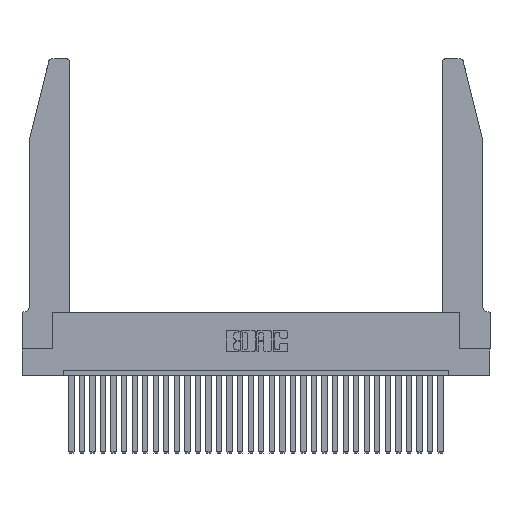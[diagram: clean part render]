
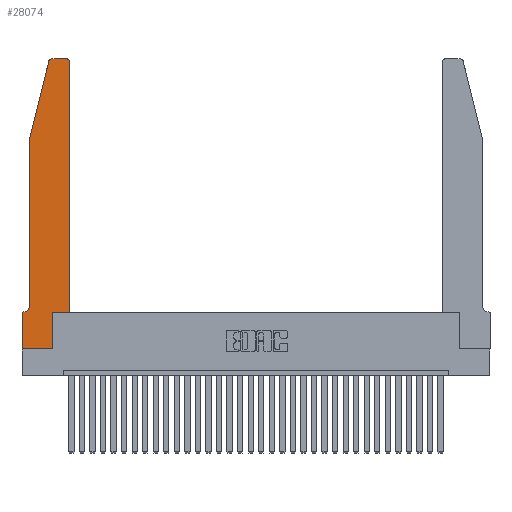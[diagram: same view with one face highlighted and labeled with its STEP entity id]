
A CAD part, top view. The second image highlights one B-rep face of the part: STEP entity #28074.
In plain terms, the highlighted planar face has unit normal (0, 0, 1).
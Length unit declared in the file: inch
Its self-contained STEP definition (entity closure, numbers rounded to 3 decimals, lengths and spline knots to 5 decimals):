
#82 = CARTESIAN_POINT ( 'NONE',  ( 0.0055, 0.42, 0.37 ) ) ;
#140 = ORIENTED_EDGE ( 'NONE', *, *, #13952, .T. ) ;
#408 = CARTESIAN_POINT ( 'NONE',  ( 0.284, 2.75, 0.37 ) ) ;
#584 = LINE ( 'NONE', #2120, #6926 ) ;
#1319 = ORIENTED_EDGE ( 'NONE', *, *, #30664, .T. ) ;
#2086 = EDGE_CURVE ( 'NONE', #16465, #11387, #7425, .T. ) ;
#2120 = CARTESIAN_POINT ( 'NONE',  ( 0., 0., 0.37 ) ) ;
#2148 = CARTESIAN_POINT ( 'NONE',  ( 0.2865, 0.35, 0.37 ) ) ;
#3101 = ORIENTED_EDGE ( 'NONE', *, *, #7175, .T. ) ;
#3255 = EDGE_CURVE ( 'NONE', #10343, #22523, #8951, .T. ) ;
#3685 = ORIENTED_EDGE ( 'NONE', *, *, #26473, .T. ) ;
#4173 = CARTESIAN_POINT ( 'NONE',  ( 0.0755, 2., 0.37 ) ) ;
#4558 = LINE ( 'NONE', #18589, #25228 ) ;
#5696 = DIRECTION ( 'NONE',  ( 0., 0., 1. ) ) ;
#6011 = PLANE ( 'NONE',  #13218 ) ;
#6020 = ORIENTED_EDGE ( 'NONE', *, *, #3255, .T. ) ;
#6541 = DIRECTION ( 'NONE',  ( 0., 1., 0. ) ) ;
#6582 = EDGE_LOOP ( 'NONE', ( #8600, #11163, #11461, #16181, #1319, #3101, #3685, #140, #6020, #23794, #26878, #32170 ) ) ;
#6645 = VERTEX_POINT ( 'NONE', #408 ) ;
#6926 = VECTOR ( 'NONE', #24689, 39.37008 ) ;
#7175 = EDGE_CURVE ( 'NONE', #10116, #26874, #4558, .T. ) ;
#7315 = VERTEX_POINT ( 'NONE', #22645 ) ;
#7334 = VECTOR ( 'NONE', #21544, 39.37008 ) ;
#7381 = LINE ( 'NONE', #31460, #30451 ) ;
#7425 = LINE ( 'NONE', #16343, #21495 ) ;
#7431 = VECTOR ( 'NONE', #8048, 39.37008 ) ;
#8048 = DIRECTION ( 'NONE',  ( -1., 0., 0. ) ) ;
#8129 = CIRCLE ( 'NONE', #32203, 0.03 ) ;
#8291 = CARTESIAN_POINT ( 'NONE',  ( 0.2605, 2.75, 0.37 ) ) ;
#8595 = DIRECTION ( 'NONE',  ( -1., 0., 0. ) ) ;
#8600 = ORIENTED_EDGE ( 'NONE', *, *, #18676, .T. ) ;
#8909 = LINE ( 'NONE', #30096, #16286 ) ;
#8951 = LINE ( 'NONE', #11984, #29643 ) ;
#9359 = VECTOR ( 'NONE', #23507, 39.37008 ) ;
#9702 = DIRECTION ( 'NONE',  ( 0., 0., 1. ) ) ;
#9796 = DIRECTION ( 'NONE',  ( 1., 0., 0. ) ) ;
#10116 = VERTEX_POINT ( 'NONE', #20033 ) ;
#10343 = VERTEX_POINT ( 'NONE', #16903 ) ;
#10943 = CARTESIAN_POINT ( 'NONE',  ( 0., 0.35, 0.37 ) ) ;
#11163 = ORIENTED_EDGE ( 'NONE', *, *, #13369, .T. ) ;
#11387 = VERTEX_POINT ( 'NONE', #15481 ) ;
#11461 = ORIENTED_EDGE ( 'NONE', *, *, #19007, .T. ) ;
#11683 = DIRECTION ( 'NONE',  ( -0.239, -0.971, 0. ) ) ;
#11984 = CARTESIAN_POINT ( 'NONE',  ( 0.2865, 0.35, 0.37 ) ) ;
#12823 = CIRCLE ( 'NONE', #23814, 0.03 ) ;
#12877 = CARTESIAN_POINT ( 'NONE',  ( 0., 0., 0.37 ) ) ;
#13218 = AXIS2_PLACEMENT_3D ( 'NONE', #10943, #13226, #13444 ) ;
#13226 = DIRECTION ( 'NONE',  ( 0., 0., 1. ) ) ;
#13369 = EDGE_CURVE ( 'NONE', #6645, #30276, #12823, .T. ) ;
#13444 = DIRECTION ( 'NONE',  ( 1., 0., 0. ) ) ;
#13464 = FACE_OUTER_BOUND ( 'NONE', #6582, .T. ) ;
#13757 = EDGE_CURVE ( 'NONE', #11387, #23355, #8129, .T. ) ;
#13952 = EDGE_CURVE ( 'NONE', #20771, #10343, #8909, .T. ) ;
#14078 = LINE ( 'NONE', #8291, #7431 ) ;
#15109 = DIRECTION ( 'NONE',  ( 1., 0., 0. ) ) ;
#15481 = CARTESIAN_POINT ( 'NONE',  ( 0.4505, 2.72, 0.37 ) ) ;
#16181 = ORIENTED_EDGE ( 'NONE', *, *, #22032, .T. ) ;
#16286 = VECTOR ( 'NONE', #15109, 39.37008 ) ;
#16343 = CARTESIAN_POINT ( 'NONE',  ( 0.4505, 0.35, 0.37 ) ) ;
#16465 = VERTEX_POINT ( 'NONE', #28148 ) ;
#16903 = CARTESIAN_POINT ( 'NONE',  ( 0.2865, 0., 0.37 ) ) ;
#18349 = CIRCLE ( 'NONE', #22499, 0.07 ) ;
#18589 = CARTESIAN_POINT ( 'NONE',  ( 0.0755, 0.35, 0.37 ) ) ;
#18676 = EDGE_CURVE ( 'NONE', #23355, #6645, #14078, .T. ) ;
#18682 = CARTESIAN_POINT ( 'NONE',  ( 0.4505, 0.35, 0.37 ) ) ;
#19007 = EDGE_CURVE ( 'NONE', #30276, #22611, #7381, .T. ) ;
#20033 = CARTESIAN_POINT ( 'NONE',  ( 0.0055, 0.35, 0.37 ) ) ;
#20767 = CARTESIAN_POINT ( 'NONE',  ( 0.284, 2.72, 0.37 ) ) ;
#20771 = VERTEX_POINT ( 'NONE', #12877 ) ;
#21495 = VECTOR ( 'NONE', #6541, 39.37008 ) ;
#21544 = DIRECTION ( 'NONE',  ( 0., -1., 0. ) ) ;
#22032 = EDGE_CURVE ( 'NONE', #22611, #7315, #30003, .T. ) ;
#22476 = CARTESIAN_POINT ( 'NONE',  ( 0.0755, 2., 0.37 ) ) ;
#22499 = AXIS2_PLACEMENT_3D ( 'NONE', #82, #22766, #22542 ) ;
#22523 = VERTEX_POINT ( 'NONE', #2148 ) ;
#22542 = DIRECTION ( 'NONE',  ( -1., 0., 0. ) ) ;
#22611 = VERTEX_POINT ( 'NONE', #22476 ) ;
#22645 = CARTESIAN_POINT ( 'NONE',  ( 0.0755, 0.42, 0.37 ) ) ;
#22766 = DIRECTION ( 'NONE',  ( 0., 0., -1. ) ) ;
#23141 = DIRECTION ( 'NONE',  ( 1., 0., 0. ) ) ;
#23355 = VERTEX_POINT ( 'NONE', #32157 ) ;
#23507 = DIRECTION ( 'NONE',  ( 1., 0., 0. ) ) ;
#23794 = ORIENTED_EDGE ( 'NONE', *, *, #31403, .T. ) ;
#23814 = AXIS2_PLACEMENT_3D ( 'NONE', #20767, #5696, #23141 ) ;
#24689 = DIRECTION ( 'NONE',  ( 0., -1., 0. ) ) ;
#25228 = VECTOR ( 'NONE', #8595, 39.37008 ) ;
#26146 = CARTESIAN_POINT ( 'NONE',  ( 0.25487, 2.72718, 0.37 ) ) ;
#26302 = CARTESIAN_POINT ( 'NONE',  ( 0., 0.35, 0.37 ) ) ;
#26473 = EDGE_CURVE ( 'NONE', #26874, #20771, #584, .T. ) ;
#26874 = VERTEX_POINT ( 'NONE', #26302 ) ;
#26878 = ORIENTED_EDGE ( 'NONE', *, *, #2086, .T. ) ;
#27018 = CARTESIAN_POINT ( 'NONE',  ( 0.4205, 2.72, 0.37 ) ) ;
#28074 = ADVANCED_FACE ( 'NONE', ( #13464 ), #6011, .T. ) ;
#28148 = CARTESIAN_POINT ( 'NONE',  ( 0.4505, 0.35, 0.37 ) ) ;
#29561 = DIRECTION ( 'NONE',  ( 0., 1., 0. ) ) ;
#29643 = VECTOR ( 'NONE', #29561, 39.37008 ) ;
#30003 = LINE ( 'NONE', #4173, #7334 ) ;
#30066 = LINE ( 'NONE', #18682, #9359 ) ;
#30096 = CARTESIAN_POINT ( 'NONE',  ( 0., 0., 0.37 ) ) ;
#30276 = VERTEX_POINT ( 'NONE', #26146 ) ;
#30451 = VECTOR ( 'NONE', #11683, 39.37008 ) ;
#30664 = EDGE_CURVE ( 'NONE', #7315, #10116, #18349, .T. ) ;
#31403 = EDGE_CURVE ( 'NONE', #22523, #16465, #30066, .T. ) ;
#31460 = CARTESIAN_POINT ( 'NONE',  ( 0.0755, 2., 0.37 ) ) ;
#32157 = CARTESIAN_POINT ( 'NONE',  ( 0.4205, 2.75, 0.37 ) ) ;
#32170 = ORIENTED_EDGE ( 'NONE', *, *, #13757, .T. ) ;
#32203 = AXIS2_PLACEMENT_3D ( 'NONE', #27018, #9702, #9796 ) ;
